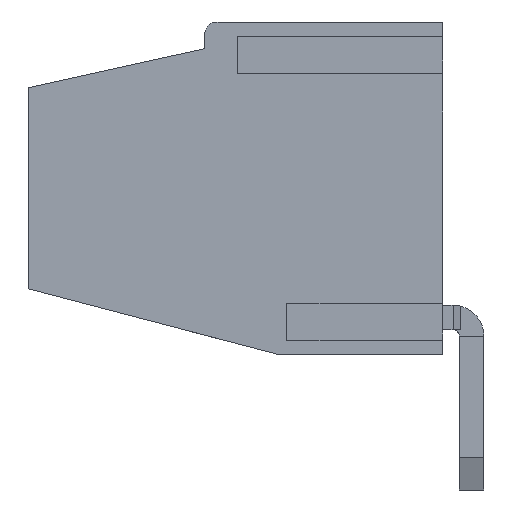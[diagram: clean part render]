
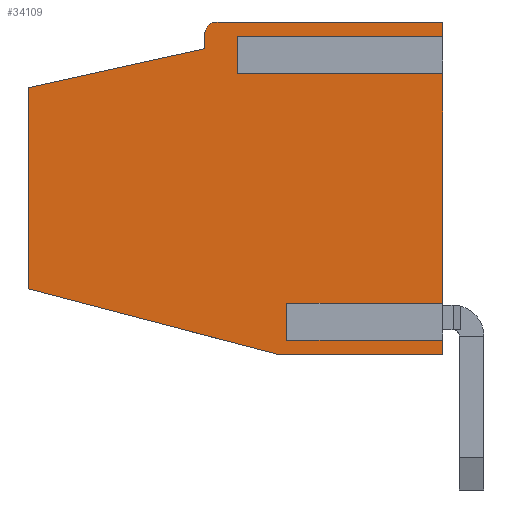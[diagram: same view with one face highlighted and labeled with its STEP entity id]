
A CAD part, left-side view. The second image highlights one B-rep face of the part: STEP entity #34109.
In plain terms, the highlighted face is planar.
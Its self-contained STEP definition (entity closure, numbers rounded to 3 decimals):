
#474 = CARTESIAN_POINT ( 'NONE',  ( 2.5, 8.1, 10.8 ) ) ;
#575 = CARTESIAN_POINT ( 'NONE',  ( 2.5, 8.1, 0.7 ) ) ;
#727 = EDGE_CURVE ( 'NONE', #7432, #2847, #20326, .T. ) ;
#959 = DIRECTION ( 'NONE',  ( 0., 0., -1. ) ) ;
#1235 = CARTESIAN_POINT ( 'NONE',  ( 2.5, 0., 10.8 ) ) ;
#1451 = CARTESIAN_POINT ( 'NONE',  ( 2.5, 7.032, 0.7 ) ) ;
#2264 = CARTESIAN_POINT ( 'NONE',  ( 2.5, 6.5, 10.8 ) ) ;
#2463 = DIRECTION ( 'NONE',  ( 0., 0.216, -0.976 ) ) ;
#2847 = VERTEX_POINT ( 'NONE', #16861 ) ;
#3440 = FACE_OUTER_BOUND ( 'NONE', #28614, .T. ) ;
#3525 = CARTESIAN_POINT ( 'NONE',  ( 2.5, 7.45, 6.5 ) ) ;
#3826 = EDGE_CURVE ( 'NONE', #17038, #23515, #10774, .T. ) ;
#4326 = EDGE_CURVE ( 'NONE', #25700, #25382, #28207, .T. ) ;
#4616 = VECTOR ( 'NONE', #26148, 1000. ) ;
#4859 = EDGE_CURVE ( 'NONE', #19015, #39443, #21900, .T. ) ;
#4943 = CARTESIAN_POINT ( 'NONE',  ( 2.5, 7.032, 5.7 ) ) ;
#6521 = VERTEX_POINT ( 'NONE', #15575 ) ;
#6906 = DIRECTION ( 'NONE',  ( 0., 0., -1. ) ) ;
#7283 = LINE ( 'NONE', #13123, #25415 ) ;
#7296 = ORIENTED_EDGE ( 'NONE', *, *, #8148, .T. ) ;
#7432 = VERTEX_POINT ( 'NONE', #36638 ) ;
#7493 = EDGE_CURVE ( 'NONE', #23515, #6521, #26521, .T. ) ;
#7760 = DIRECTION ( 'NONE',  ( 0., 0., -1. ) ) ;
#7797 = CARTESIAN_POINT ( 'NONE',  ( 2.5, 7.8, 6.2 ) ) ;
#8077 = LINE ( 'NONE', #35990, #31039 ) ;
#8101 = CARTESIAN_POINT ( 'NONE',  ( 2.5, 8.1, 0.7 ) ) ;
#8141 = CARTESIAN_POINT ( 'NONE',  ( 2.5, 6.5, 10.8 ) ) ;
#8148 = EDGE_CURVE ( 'NONE', #25382, #19015, #10972, .T. ) ;
#9185 = CARTESIAN_POINT ( 'NONE',  ( 2.5, 7.568, 5.7 ) ) ;
#9290 = DIRECTION ( 'NONE',  ( 0., 1., 0. ) ) ;
#9991 = DIRECTION ( 'NONE',  ( 0., -1., 0. ) ) ;
#10115 = EDGE_CURVE ( 'NONE', #22987, #39443, #29724, .T. ) ;
#10512 = CARTESIAN_POINT ( 'NONE',  ( 2.5, 1.068, 0.7 ) ) ;
#10766 = VECTOR ( 'NONE', #12397, 1000. ) ;
#10774 = LINE ( 'NONE', #1235, #34149 ) ;
#10972 = LINE ( 'NONE', #29166, #13714 ) ;
#11091 = CARTESIAN_POINT ( 'NONE',  ( 2.5, 7.032, 5.7 ) ) ;
#11867 = EDGE_CURVE ( 'NONE', #25700, #6521, #7283, .T. ) ;
#12001 = EDGE_CURVE ( 'NONE', #38756, #7432, #31450, .T. ) ;
#12034 = CARTESIAN_POINT ( 'NONE',  ( 2.5, 1.068, 4.5 ) ) ;
#12145 = ORIENTED_EDGE ( 'NONE', *, *, #23054, .F. ) ;
#12201 = LINE ( 'NONE', #9185, #10766 ) ;
#12380 = EDGE_CURVE ( 'NONE', #12643, #13089, #17399, .T. ) ;
#12397 = DIRECTION ( 'NONE',  ( 0., -1., 0. ) ) ;
#12643 = VERTEX_POINT ( 'NONE', #8141 ) ;
#12964 = ORIENTED_EDGE ( 'NONE', *, *, #7493, .T. ) ;
#13077 = LINE ( 'NONE', #3525, #25466 ) ;
#13089 = VERTEX_POINT ( 'NONE', #27702 ) ;
#13123 = CARTESIAN_POINT ( 'NONE',  ( 2.5, 0.532, 4.5 ) ) ;
#13714 = VECTOR ( 'NONE', #28971, 1000. ) ;
#14292 = DIRECTION ( 'NONE',  ( 0., 1., 0. ) ) ;
#14345 = ORIENTED_EDGE ( 'NONE', *, *, #4859, .T. ) ;
#14781 = ORIENTED_EDGE ( 'NONE', *, *, #31826, .T. ) ;
#15211 = VECTOR ( 'NONE', #6906, 1000. ) ;
#15402 = ORIENTED_EDGE ( 'NONE', *, *, #12380, .F. ) ;
#15575 = CARTESIAN_POINT ( 'NONE',  ( 2.5, 0.532, 0.7 ) ) ;
#15596 = PLANE ( 'NONE',  #30826 ) ;
#15660 = ORIENTED_EDGE ( 'NONE', *, *, #4326, .T. ) ;
#15803 = DIRECTION ( 'NONE',  ( -1., 0., 0. ) ) ;
#16322 = LINE ( 'NONE', #32258, #35292 ) ;
#16333 = ORIENTED_EDGE ( 'NONE', *, *, #36738, .F. ) ;
#16484 = ORIENTED_EDGE ( 'NONE', *, *, #10115, .F. ) ;
#16536 = ORIENTED_EDGE ( 'NONE', *, *, #11867, .F. ) ;
#16861 = CARTESIAN_POINT ( 'NONE',  ( 2.5, 8.1, 0.7 ) ) ;
#17038 = VERTEX_POINT ( 'NONE', #27136 ) ;
#17110 = VECTOR ( 'NONE', #2463, 1000. ) ;
#17324 = VERTEX_POINT ( 'NONE', #34831 ) ;
#17399 = LINE ( 'NONE', #2264, #17110 ) ;
#17492 = EDGE_CURVE ( 'NONE', #34412, #12643, #27085, .T. ) ;
#17638 = VECTOR ( 'NONE', #34535, 1000. ) ;
#18147 = CARTESIAN_POINT ( 'NONE',  ( 2.5, 0., 0.7 ) ) ;
#19005 = EDGE_CURVE ( 'NONE', #17324, #2847, #16322, .T. ) ;
#19015 = VERTEX_POINT ( 'NONE', #10512 ) ;
#19530 = ORIENTED_EDGE ( 'NONE', *, *, #3826, .T. ) ;
#19785 = DIRECTION ( 'NONE',  ( 0., -1., 0. ) ) ;
#19921 = CARTESIAN_POINT ( 'NONE',  ( 2.5, 8.1, 0.7 ) ) ;
#20276 = CARTESIAN_POINT ( 'NONE',  ( 2.5, 8.1, 10.8 ) ) ;
#20326 = LINE ( 'NONE', #19921, #4616 ) ;
#20477 = ORIENTED_EDGE ( 'NONE', *, *, #17492, .F. ) ;
#20880 = ORIENTED_EDGE ( 'NONE', *, *, #38088, .F. ) ;
#21104 = VERTEX_POINT ( 'NONE', #38616 ) ;
#21798 = CARTESIAN_POINT ( 'NONE',  ( 2.5, 0.532, 4.5 ) ) ;
#21900 = LINE ( 'NONE', #575, #38068 ) ;
#22987 = VERTEX_POINT ( 'NONE', #11091 ) ;
#23054 = EDGE_CURVE ( 'NONE', #17038, #34412, #8077, .T. ) ;
#23069 = CARTESIAN_POINT ( 'NONE',  ( 2.5, 7.568, 5.7 ) ) ;
#23414 = DIRECTION ( 'NONE',  ( 1., 0., 0. ) ) ;
#23515 = VERTEX_POINT ( 'NONE', #18147 ) ;
#23917 = DIRECTION ( 'NONE',  ( 0., 1., 0. ) ) ;
#24383 = VECTOR ( 'NONE', #14292, 1000. ) ;
#25382 = VERTEX_POINT ( 'NONE', #12034 ) ;
#25415 = VECTOR ( 'NONE', #959, 1000. ) ;
#25466 = VECTOR ( 'NONE', #31029, 1000. ) ;
#25685 = ORIENTED_EDGE ( 'NONE', *, *, #12001, .T. ) ;
#25700 = VERTEX_POINT ( 'NONE', #28325 ) ;
#26098 = ORIENTED_EDGE ( 'NONE', *, *, #19005, .F. ) ;
#26148 = DIRECTION ( 'NONE',  ( 0., 1., 0. ) ) ;
#26149 = DIRECTION ( 'NONE',  ( 0., 0., -1. ) ) ;
#26521 = LINE ( 'NONE', #8101, #28147 ) ;
#26889 = DIRECTION ( 'NONE',  ( 0., 0.254, 0.967 ) ) ;
#27085 = LINE ( 'NONE', #20276, #24383 ) ;
#27136 = CARTESIAN_POINT ( 'NONE',  ( 2.5, 0., 4.7 ) ) ;
#27313 = ORIENTED_EDGE ( 'NONE', *, *, #727, .T. ) ;
#27702 = CARTESIAN_POINT ( 'NONE',  ( 2.5, 7.45, 6.5 ) ) ;
#28147 = VECTOR ( 'NONE', #23917, 1000. ) ;
#28207 = LINE ( 'NONE', #21798, #17638 ) ;
#28305 = CARTESIAN_POINT ( 'NONE',  ( 2.5, 1.6, 10.8 ) ) ;
#28325 = CARTESIAN_POINT ( 'NONE',  ( 2.5, 0.532, 4.5 ) ) ;
#28614 = EDGE_LOOP ( 'NONE', ( #26098, #14781, #16333, #15402, #20477, #12145, #19530, #12964, #16536, #15660, #7296, #14345, #16484, #20880, #25685, #27313 ) ) ;
#28971 = DIRECTION ( 'NONE',  ( 0., 0., -1. ) ) ;
#29166 = CARTESIAN_POINT ( 'NONE',  ( 2.5, 1.068, 4.5 ) ) ;
#29724 = LINE ( 'NONE', #4943, #35394 ) ;
#30826 = AXIS2_PLACEMENT_3D ( 'NONE', #474, #15803, #9991 ) ;
#30848 = CIRCLE ( 'NONE', #36534, 0.3 ) ;
#31029 = DIRECTION ( 'NONE',  ( 0., 1., 0. ) ) ;
#31039 = VECTOR ( 'NONE', #26889, 1000. ) ;
#31450 = LINE ( 'NONE', #37626, #15211 ) ;
#31826 = EDGE_CURVE ( 'NONE', #17324, #21104, #30848, .T. ) ;
#32258 = CARTESIAN_POINT ( 'NONE',  ( 2.5, 8.1, 10.8 ) ) ;
#34109 = ADVANCED_FACE ( 'NONE', ( #3440 ), #15596, .F. ) ;
#34149 = VECTOR ( 'NONE', #7760, 1000. ) ;
#34412 = VERTEX_POINT ( 'NONE', #28305 ) ;
#34535 = DIRECTION ( 'NONE',  ( 0., 1., 0. ) ) ;
#34666 = DIRECTION ( 'NONE',  ( 0., 0., -1. ) ) ;
#34831 = CARTESIAN_POINT ( 'NONE',  ( 2.5, 8.1, 6.2 ) ) ;
#35292 = VECTOR ( 'NONE', #34666, 1000. ) ;
#35394 = VECTOR ( 'NONE', #26149, 1000. ) ;
#35990 = CARTESIAN_POINT ( 'NONE',  ( 2.5, 1.6, 10.8 ) ) ;
#36534 = AXIS2_PLACEMENT_3D ( 'NONE', #7797, #23414, #19785 ) ;
#36638 = CARTESIAN_POINT ( 'NONE',  ( 2.5, 7.568, 0.7 ) ) ;
#36738 = EDGE_CURVE ( 'NONE', #13089, #21104, #13077, .T. ) ;
#37626 = CARTESIAN_POINT ( 'NONE',  ( 2.5, 7.568, 5.7 ) ) ;
#38068 = VECTOR ( 'NONE', #9290, 1000. ) ;
#38088 = EDGE_CURVE ( 'NONE', #38756, #22987, #12201, .T. ) ;
#38616 = CARTESIAN_POINT ( 'NONE',  ( 2.5, 7.8, 6.5 ) ) ;
#38756 = VERTEX_POINT ( 'NONE', #23069 ) ;
#39443 = VERTEX_POINT ( 'NONE', #1451 ) ;
